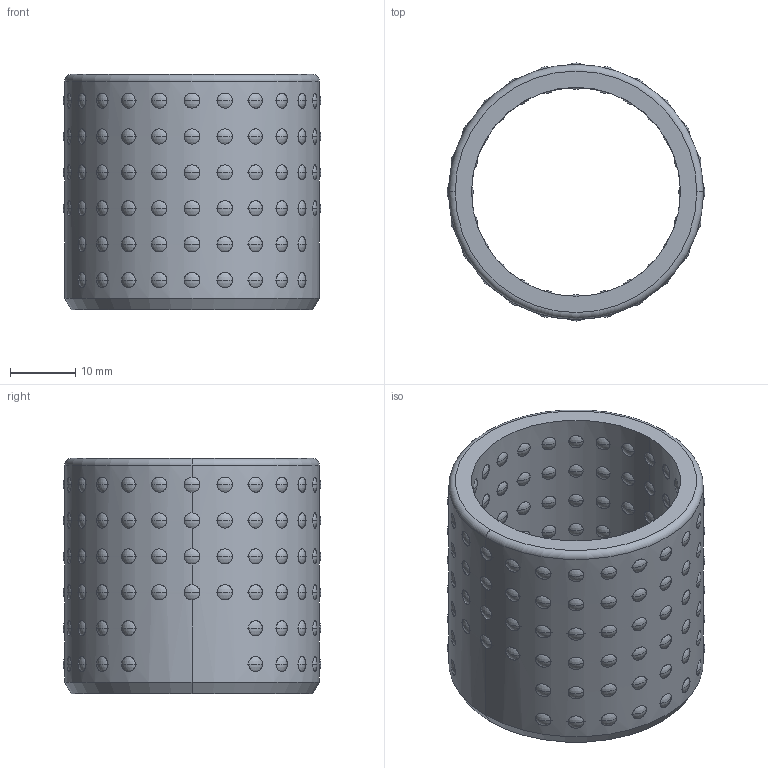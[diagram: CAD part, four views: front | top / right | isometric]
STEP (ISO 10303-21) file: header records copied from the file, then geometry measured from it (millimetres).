
FILE_DESCRIPTION (( 'STEP AP214' ), '1' );
FILE_NAME ('681QM-D32-C36.STEP', '2021-11-03T02:35:57', ( '' ), ( '' ), 'SwSTEP 2.0', 'SolidWorks 2016', '' );
FILE_SCHEMA (( 'AUTOMOTIVE_DESIGN' ));
Length unit declared in the file: millimetre
Products named in the file (136): BALL-D4; 681QM -D32-C36; 681QM-D32-C36
Assembly tree (133 placements, depth 2):
  BALL-D4
  BALL-D4
  BALL-D4
  BALL-D4
  BALL-D4
Bounding box: 39.5 x 39.5 x 36 mm (x, y, z)
Volume: 13414.6 mm3; surface area: 20304.1 mm2
Topology: 133 solids, 133 shells, 547 faces, 2471 edges, 1646 vertices
Faces by surface type: sphere 528, plane 8, cylinder 7, torus 2, cone 2
Entity records: 21570 total; most frequent: CARTESIAN_POINT 11479, ORIENTED_EDGE 1778, DIRECTION 1463, EDGE_CURVE 889, AXIS2_PLACEMENT_3D 712, VERTEX_POINT 592, B_SPLINE_CURVE_WITH_KNOTS 560, EDGE_LOOP 535
